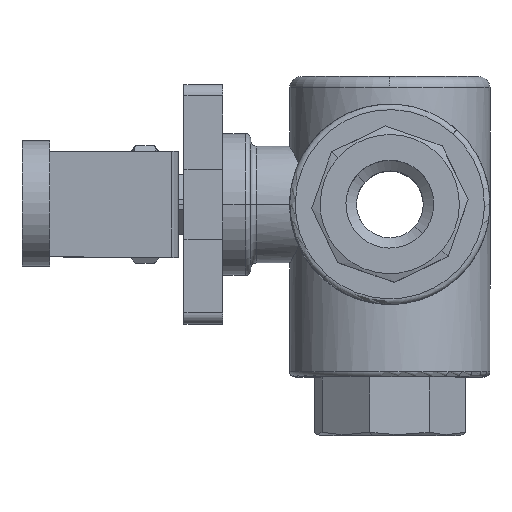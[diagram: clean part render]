
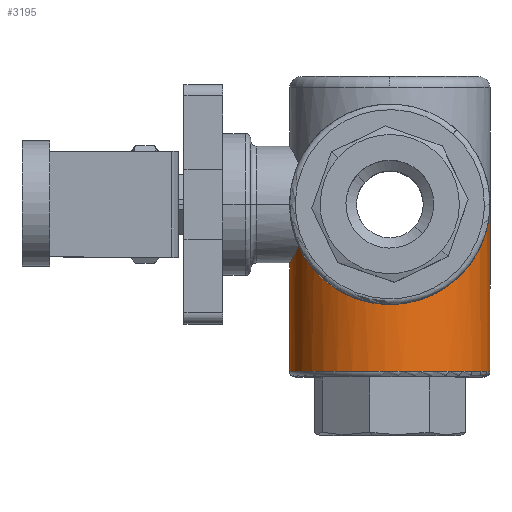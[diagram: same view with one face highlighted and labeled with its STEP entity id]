
A CAD part, top view. The second image highlights one B-rep face of the part: STEP entity #3195.
In plain terms, the highlighted cylindrical face has radius 18 mm (diameter 36 mm), a partial arc.
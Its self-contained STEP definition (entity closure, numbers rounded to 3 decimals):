
#25 = CARTESIAN_POINT ( 'NONE',  ( -16.397, -7.425, 39.925 ) ) ;
#191 = VERTEX_POINT ( 'NONE', #11477 ) ;
#315 = CYLINDRICAL_SURFACE ( 'NONE', #6325, 18. ) ;
#590 = CARTESIAN_POINT ( 'NONE',  ( -18., -30., 32.5 ) ) ;
#861 = CARTESIAN_POINT ( 'NONE',  ( -17.681, -9.945, 35.937 ) ) ;
#1095 = EDGE_LOOP ( 'NONE', ( #4222, #9130, #3596, #4630, #8539, #9933 ) ) ;
#1139 = CARTESIAN_POINT ( 'NONE',  ( -6.19, -29.968, 62.468 ) ) ;
#1269 = CIRCLE ( 'NONE', #7875, 18. ) ;
#1277 = DIRECTION ( 'NONE',  ( 0., -1., 0. ) ) ;
#1400 =( BOUNDED_CURVE ( )  B_SPLINE_CURVE ( 3, ( #2024, #6699, #1139, #5823 ),
 .UNSPECIFIED., .F., .F. ) 
 B_SPLINE_CURVE_WITH_KNOTS ( ( 4, 4 ),
 ( 1.571, 4.287 ),
 .UNSPECIFIED. ) 
 CURVE ( )  GEOMETRIC_REPRESENTATION_ITEM ( )  RATIONAL_B_SPLINE_CURVE ( ( 1., 0.474, 0.474, 1. ) ) 
 REPRESENTATION_ITEM ( '' )  );
#1759 = VERTEX_POINT ( 'NONE', #6600 ) ;
#1869 = CARTESIAN_POINT ( 'NONE',  ( -18., -10.5, 32.5 ) ) ;
#2024 = CARTESIAN_POINT ( 'NONE',  ( 18., 0., 32.5 ) ) ;
#2092 = DIRECTION ( 'NONE',  ( 0., -1., 0. ) ) ;
#2229 = CIRCLE ( 'NONE', #4503, 18. ) ;
#2751 = CARTESIAN_POINT ( 'NONE',  ( -17.797, -10.149, 35.279 ) ) ;
#2866 = FACE_OUTER_BOUND ( 'NONE', #1095, .T. ) ;
#3195 = ADVANCED_FACE ( 'NONE', ( #2866 ), #315, .T. ) ;
#3489 = CARTESIAN_POINT ( 'NONE',  ( 0., -30., 32.5 ) ) ;
#3596 = ORIENTED_EDGE ( 'NONE', *, *, #7036, .T. ) ;
#3641 = CARTESIAN_POINT ( 'NONE',  ( -17.204, -9.069, 37.802 ) ) ;
#3685 = CARTESIAN_POINT ( 'NONE',  ( 0., -30., 32.5 ) ) ;
#4222 = ORIENTED_EDGE ( 'NONE', *, *, #7805, .T. ) ;
#4287 = VECTOR ( 'NONE', #2092, 1000. ) ;
#4364 = CARTESIAN_POINT ( 'NONE',  ( -16.823, -8.328, 38.93 ) ) ;
#4477 = CARTESIAN_POINT ( 'NONE',  ( -17.918, -10.358, 34.255 ) ) ;
#4503 = AXIS2_PLACEMENT_3D ( 'NONE', #3489, #10871, #10000 ) ;
#4630 = ORIENTED_EDGE ( 'NONE', *, *, #6329, .T. ) ;
#4668 = VECTOR ( 'NONE', #1277, 1000. ) ;
#5351 = CARTESIAN_POINT ( 'NONE',  ( 18., 0., 32.5 ) ) ;
#5598 = CARTESIAN_POINT ( 'NONE',  ( -18., 23., 32.5 ) ) ;
#5823 = CARTESIAN_POINT ( 'NONE',  ( -16.397, -7.425, 39.925 ) ) ;
#6219 = VERTEX_POINT ( 'NONE', #5351 ) ;
#6325 = AXIS2_PLACEMENT_3D ( 'NONE', #7475, #11083, #6594 ) ;
#6329 = EDGE_CURVE ( 'NONE', #7057, #1759, #1269, .T. ) ;
#6363 = CARTESIAN_POINT ( 'NONE',  ( -17.949, -10.412, 33.905 ) ) ;
#6594 = DIRECTION ( 'NONE',  ( 1., 0., 0. ) ) ;
#6600 = CARTESIAN_POINT ( 'NONE',  ( 18., -30., 32.5 ) ) ;
#6699 = CARTESIAN_POINT ( 'NONE',  ( 18., -24.747, 57.247 ) ) ;
#6843 = CARTESIAN_POINT ( 'NONE',  ( -16.397, -7.425, 39.925 ) ) ;
#7036 = EDGE_CURVE ( 'NONE', #11378, #7057, #2229, .T. ) ;
#7057 = VERTEX_POINT ( 'NONE', #9048 ) ;
#7249 = CARTESIAN_POINT ( 'NONE',  ( -16.614, -7.902, 39.447 ) ) ;
#7320 = B_SPLINE_CURVE_WITH_KNOTS ( 'NONE', 3,
 ( #25, #7249, #4364, #8959, #3641, #10849, #10620, #861, #2751, #4477, #6363, #10673, #11683, #1869 ),
 .UNSPECIFIED., .F., .F.,
 ( 4, 2, 2, 2, 2, 2, 4 ),
 ( 0., 0.002, 0.003, 0.004, 0.006, 0.007, 0.008 ),
 .UNSPECIFIED. ) ;
#7475 = CARTESIAN_POINT ( 'NONE',  ( 0., 23., 32.5 ) ) ;
#7554 = LINE ( 'NONE', #9315, #4287 ) ;
#7614 = VERTEX_POINT ( 'NONE', #6843 ) ;
#7805 = EDGE_CURVE ( 'NONE', #7614, #191, #7320, .T. ) ;
#7875 = AXIS2_PLACEMENT_3D ( 'NONE', #3685, #8246, #10844 ) ;
#8246 = DIRECTION ( 'NONE',  ( 0., 1., 0. ) ) ;
#8539 = ORIENTED_EDGE ( 'NONE', *, *, #10480, .F. ) ;
#8959 = CARTESIAN_POINT ( 'NONE',  ( -17.112, -8.893, 38.092 ) ) ;
#9048 = CARTESIAN_POINT ( 'NONE',  ( 17.394, -30., 37.133 ) ) ;
#9130 = ORIENTED_EDGE ( 'NONE', *, *, #9269, .T. ) ;
#9269 = EDGE_CURVE ( 'NONE', #191, #11378, #10085, .T. ) ;
#9315 = CARTESIAN_POINT ( 'NONE',  ( 18., 23., 32.5 ) ) ;
#9701 = EDGE_CURVE ( 'NONE', #6219, #7614, #1400, .T. ) ;
#9933 = ORIENTED_EDGE ( 'NONE', *, *, #9701, .T. ) ;
#10000 = DIRECTION ( 'NONE',  ( -0.257, 0., 0.966 ) ) ;
#10085 = LINE ( 'NONE', #5598, #4668 ) ;
#10480 = EDGE_CURVE ( 'NONE', #6219, #1759, #7554, .T. ) ;
#10620 = CARTESIAN_POINT ( 'NONE',  ( -17.46, -9.545, 36.888 ) ) ;
#10673 = CARTESIAN_POINT ( 'NONE',  ( -17.99, -10.483, 33.201 ) ) ;
#10844 = DIRECTION ( 'NONE',  ( -0.257, 0., 0.966 ) ) ;
#10849 = CARTESIAN_POINT ( 'NONE',  ( -17.378, -9.395, 37.201 ) ) ;
#10871 = DIRECTION ( 'NONE',  ( 0., 1., 0. ) ) ;
#11083 = DIRECTION ( 'NONE',  ( 0., -1., 0. ) ) ;
#11378 = VERTEX_POINT ( 'NONE', #590 ) ;
#11477 = CARTESIAN_POINT ( 'NONE',  ( -18., -10.5, 32.5 ) ) ;
#11683 = CARTESIAN_POINT ( 'NONE',  ( -18., -10.5, 32.85 ) ) ;
